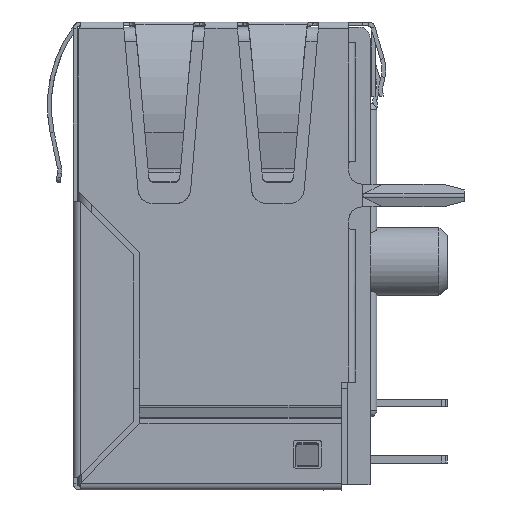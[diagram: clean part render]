
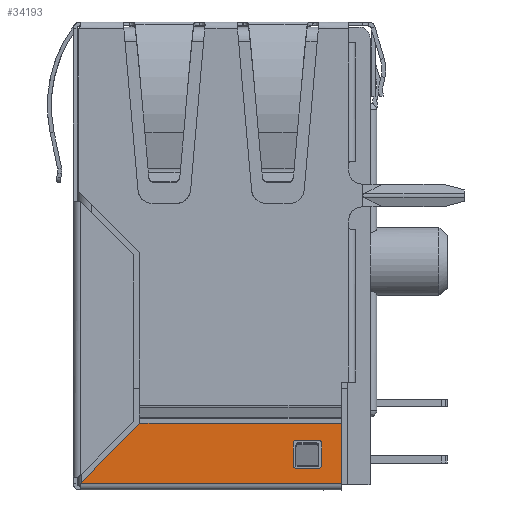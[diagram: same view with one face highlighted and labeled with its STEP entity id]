
A CAD part, left-side view. The second image highlights one B-rep face of the part: STEP entity #34193.
In plain terms, the highlighted planar face has unit normal (-1, 0, 0).
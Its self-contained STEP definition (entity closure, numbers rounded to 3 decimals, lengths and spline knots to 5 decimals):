
#383=LINE('',#46071,#3135);
#392=LINE('',#46098,#3144);
#393=LINE('',#46103,#3145);
#394=LINE('',#46107,#3146);
#395=LINE('',#46110,#3147);
#396=LINE('',#46111,#3148);
#397=LINE('',#46113,#3149);
#398=LINE('',#46115,#3150);
#3135=VECTOR('',#38999,39.37008);
#3144=VECTOR('',#39020,39.37008);
#3145=VECTOR('',#39025,39.37008);
#3146=VECTOR('',#39028,39.37008);
#3147=VECTOR('',#39031,39.37008);
#3148=VECTOR('',#39032,39.37008);
#3149=VECTOR('',#39033,39.37008);
#3150=VECTOR('',#39034,39.37008);
#5845=PLANE('',#36808);
#7054=CIRCLE('',#36805,0.005);
#7056=CIRCLE('',#36809,0.005);
#7057=CIRCLE('',#36810,0.005);
#7058=CIRCLE('',#36811,0.005);
#7686=ORIENTED_EDGE('',*,*,#17085,.T.);
#7687=ORIENTED_EDGE('',*,*,#17086,.T.);
#7688=ORIENTED_EDGE('',*,*,#17087,.T.);
#7689=ORIENTED_EDGE('',*,*,#17088,.F.);
#7690=ORIENTED_EDGE('',*,*,#17089,.T.);
#7691=ORIENTED_EDGE('',*,*,#17084,.F.);
#7692=ORIENTED_EDGE('',*,*,#17078,.T.);
#7693=ORIENTED_EDGE('',*,*,#17090,.T.);
#7694=ORIENTED_EDGE('',*,*,#17091,.F.);
#7695=ORIENTED_EDGE('',*,*,#17092,.F.);
#7696=ORIENTED_EDGE('',*,*,#17093,.F.);
#7697=ORIENTED_EDGE('',*,*,#17071,.T.);
#17071=EDGE_CURVE('',#22981,#22980,#383,.T.);
#17078=EDGE_CURVE('',#22987,#22988,#7054,.T.);
#17084=EDGE_CURVE('',#22987,#22991,#392,.T.);
#17085=EDGE_CURVE('',#22993,#22994,#7056,.T.);
#17086=EDGE_CURVE('',#22994,#22995,#393,.T.);
#17087=EDGE_CURVE('',#22995,#22996,#7057,.T.);
#17088=EDGE_CURVE('',#22997,#22996,#394,.T.);
#17089=EDGE_CURVE('',#22997,#22991,#7058,.T.);
#17090=EDGE_CURVE('',#22988,#22993,#395,.T.);
#17091=EDGE_CURVE('',#22998,#22980,#396,.T.);
#17092=EDGE_CURVE('',#22999,#22998,#397,.T.);
#17093=EDGE_CURVE('',#22981,#22999,#398,.T.);
#22980=VERTEX_POINT('',#46070);
#22981=VERTEX_POINT('',#46072);
#22987=VERTEX_POINT('',#46086);
#22988=VERTEX_POINT('',#46087);
#22991=VERTEX_POINT('',#46095);
#22993=VERTEX_POINT('',#46101);
#22994=VERTEX_POINT('',#46102);
#22995=VERTEX_POINT('',#46104);
#22996=VERTEX_POINT('',#46106);
#22997=VERTEX_POINT('',#46108);
#22998=VERTEX_POINT('',#46112);
#22999=VERTEX_POINT('',#46114);
#30292=EDGE_LOOP('',(#7686,#7687,#7688,#7689,#7690,#7691,#7692,#7693));
#30293=EDGE_LOOP('',(#7694,#7695,#7696,#7697));
#32070=FACE_BOUND('',#30292,.T.);
#32071=FACE_BOUND('',#30293,.T.);
#34193=ADVANCED_FACE('',(#32070,#32071),#5845,.F.);
#36805=AXIS2_PLACEMENT_3D('',#46085,#39010,#39011);
#36808=AXIS2_PLACEMENT_3D('',#46099,#39021,#39022);
#36809=AXIS2_PLACEMENT_3D('',#46100,#39023,#39024);
#36810=AXIS2_PLACEMENT_3D('',#46105,#39026,#39027);
#36811=AXIS2_PLACEMENT_3D('',#46109,#39029,#39030);
#38999=DIRECTION('',(0.,0.,1.));
#39010=DIRECTION('',(1.,0.,0.));
#39011=DIRECTION('',(0.,0.,-1.));
#39020=DIRECTION('',(0.,-1.,0.));
#39021=DIRECTION('',(1.,0.,0.));
#39022=DIRECTION('',(0.,1.,0.));
#39023=DIRECTION('',(1.,0.,0.));
#39024=DIRECTION('',(0.,0.,-1.));
#39025=DIRECTION('',(0.,-1.,0.));
#39026=DIRECTION('',(1.,0.,0.));
#39027=DIRECTION('',(0.,0.,-1.));
#39028=DIRECTION('',(0.,0.,1.));
#39029=DIRECTION('',(1.,0.,0.));
#39030=DIRECTION('',(0.,0.,-1.));
#39031=DIRECTION('',(0.,0.,1.));
#39032=DIRECTION('',(0.,-1.,0.));
#39033=DIRECTION('',(0.,-0.707,0.707));
#39034=DIRECTION('',(0.,1.,0.));
#46070=CARTESIAN_POINT('',(-0.308,0.063,-0.701));
#46071=CARTESIAN_POINT('',(-0.308,0.063,-0.754));
#46072=CARTESIAN_POINT('',(-0.308,0.063,-0.807));
#46085=CARTESIAN_POINT('',(-0.308,0.14284,-0.77563));
#46086=CARTESIAN_POINT('',(-0.308,0.14284,-0.78063));
#46087=CARTESIAN_POINT('',(-0.308,0.14784,-0.77563));
#46095=CARTESIAN_POINT('',(-0.308,0.10284,-0.78063));
#46098=CARTESIAN_POINT('',(-0.308,0.12284,-0.78063));
#46099=CARTESIAN_POINT('',(-0.308,0.294,-0.754));
#46100=CARTESIAN_POINT('',(-0.308,0.14284,-0.73563));
#46101=CARTESIAN_POINT('',(-0.308,0.14784,-0.73563));
#46102=CARTESIAN_POINT('',(-0.308,0.14284,-0.73063));
#46103=CARTESIAN_POINT('',(-0.308,0.294,-0.73063));
#46104=CARTESIAN_POINT('',(-0.308,0.10284,-0.73063));
#46105=CARTESIAN_POINT('',(-0.308,0.10284,-0.73563));
#46106=CARTESIAN_POINT('',(-0.308,0.09784,-0.73563));
#46107=CARTESIAN_POINT('',(-0.308,0.09784,-0.75563));
#46108=CARTESIAN_POINT('',(-0.308,0.09784,-0.77563));
#46109=CARTESIAN_POINT('',(-0.308,0.10284,-0.77563));
#46110=CARTESIAN_POINT('',(-0.308,0.14784,-0.754));
#46111=CARTESIAN_POINT('',(-0.308,0.241,-0.701));
#46112=CARTESIAN_POINT('',(-0.308,0.419,-0.701));
#46113=CARTESIAN_POINT('',(-0.308,0.383,-0.665));
#46114=CARTESIAN_POINT('',(-0.308,0.525,-0.807));
#46115=CARTESIAN_POINT('',(-0.308,0.05376,-0.807));
